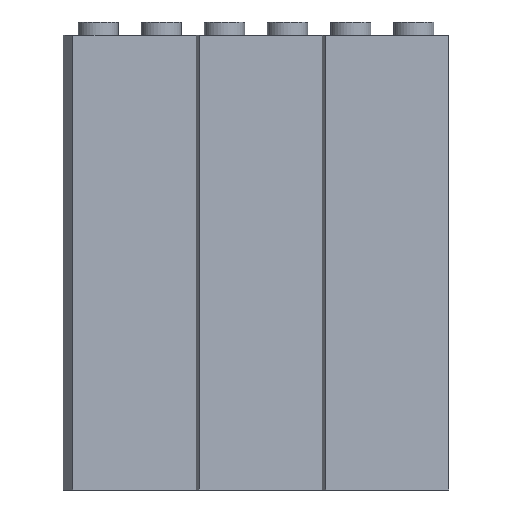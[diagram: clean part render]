
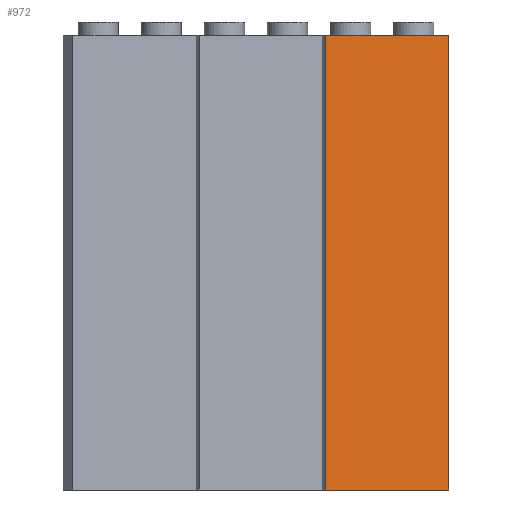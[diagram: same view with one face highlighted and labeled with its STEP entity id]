
A CAD part, front view. The second image highlights one B-rep face of the part: STEP entity #972.
In plain terms, the highlighted planar face has unit normal (0.156, -0.988, 0).
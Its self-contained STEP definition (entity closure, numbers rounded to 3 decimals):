
#88=FACE_OUTER_BOUND('',#145,.T.);
#145=EDGE_LOOP('',(#775,#776,#777,#778));
#252=LINE('',#1528,#369);
#253=LINE('',#1530,#370);
#254=LINE('',#1532,#371);
#255=LINE('',#1533,#372);
#369=VECTOR('',#1264,10.);
#370=VECTOR('',#1265,10.);
#371=VECTOR('',#1266,10.);
#372=VECTOR('',#1267,10.);
#467=VERTEX_POINT('',#1526);
#468=VERTEX_POINT('',#1527);
#469=VERTEX_POINT('',#1529);
#470=VERTEX_POINT('',#1531);
#584=EDGE_CURVE('',#467,#468,#252,.T.);
#585=EDGE_CURVE('',#468,#469,#253,.T.);
#586=EDGE_CURVE('',#470,#469,#254,.T.);
#587=EDGE_CURVE('',#467,#470,#255,.T.);
#775=ORIENTED_EDGE('',*,*,#584,.T.);
#776=ORIENTED_EDGE('',*,*,#585,.T.);
#777=ORIENTED_EDGE('',*,*,#586,.F.);
#778=ORIENTED_EDGE('',*,*,#587,.F.);
#915=PLANE('',#1055);
#972=ADVANCED_FACE('',(#88),#915,.T.);
#1055=AXIS2_PLACEMENT_3D('',#1525,#1262,#1263);
#1262=DIRECTION('center_axis',(0.156,-0.988,0.));
#1263=DIRECTION('ref_axis',(0.988,0.156,0.));
#1264=DIRECTION('',(0.988,0.156,0.));
#1265=DIRECTION('',(0.,0.,1.));
#1266=DIRECTION('',(0.988,0.156,0.));
#1267=DIRECTION('',(0.,0.,1.));
#1525=CARTESIAN_POINT('Origin',(33.242,-10.195,0.));
#1526=CARTESIAN_POINT('',(33.242,-10.195,0.));
#1527=CARTESIAN_POINT('',(48.846,-7.726,0.));
#1528=CARTESIAN_POINT('',(33.242,-10.195,0.));
#1529=CARTESIAN_POINT('',(48.846,-7.726,57.6));
#1530=CARTESIAN_POINT('',(48.846,-7.726,0.));
#1531=CARTESIAN_POINT('',(33.242,-10.195,57.6));
#1532=CARTESIAN_POINT('',(33.242,-10.195,57.6));
#1533=CARTESIAN_POINT('',(33.242,-10.195,0.));
